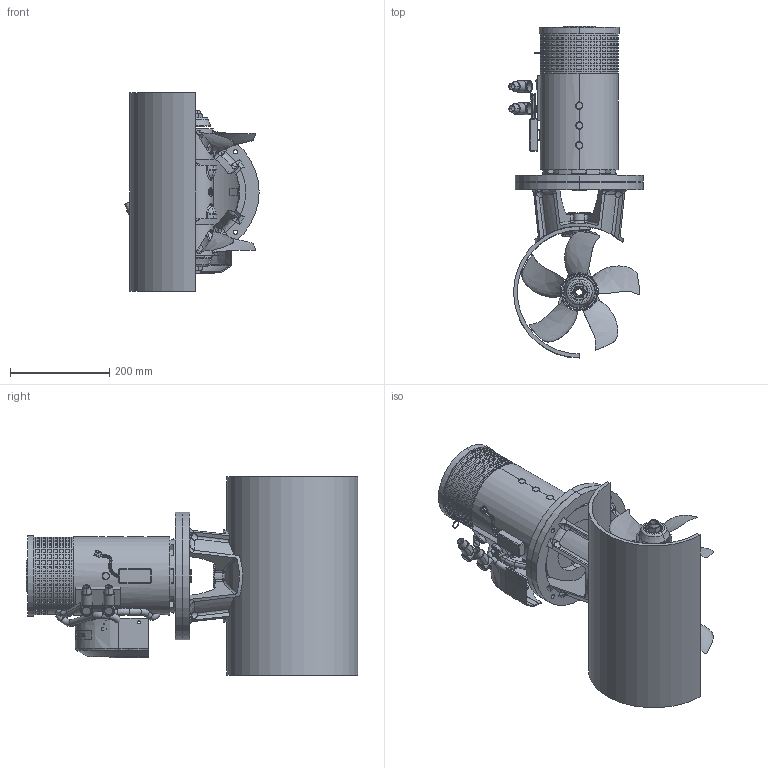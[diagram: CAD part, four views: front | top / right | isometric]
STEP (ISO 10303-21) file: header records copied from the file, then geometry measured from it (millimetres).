
FILE_DESCRIPTION((''),'2;1');
FILE_NAME('592501','2010-08-02T',('MDance'),(''),'PRO/ENGINEER BY PARAMETRIC TECHNOLOGY CORPORATION, 2007030','PRO/ENGINEER BY PARAMETRIC TECHNOLOGY CORPORATION, 2007030','');
FILE_SCHEMA(('CONFIG_CONTROL_DESIGN'));
Length unit declared in the file: millimetre
Products named in the file (1): 592501
Bounding box: 271 x 670 x 400 mm (x, y, z)
Surface area: 1181806.1 mm2 (no closed solid volume)
Topology: 0 solids, 24 shells, 2890 faces, 7285 edges, 4681 vertices
Faces by surface type: plane 1534, cylinder 632, bspline 419, torus 155, cone 93, sphere 40, extrusion 17
Entity records: 113175 total; most frequent: CARTESIAN_POINT 46226, ORIENTED_EDGE 14414, DIRECTION 12944, EDGE_CURVE 7269, VERTEX_POINT 4681, AXIS2_PLACEMENT_3D 4678, VECTOR 3588, LINE 3571
